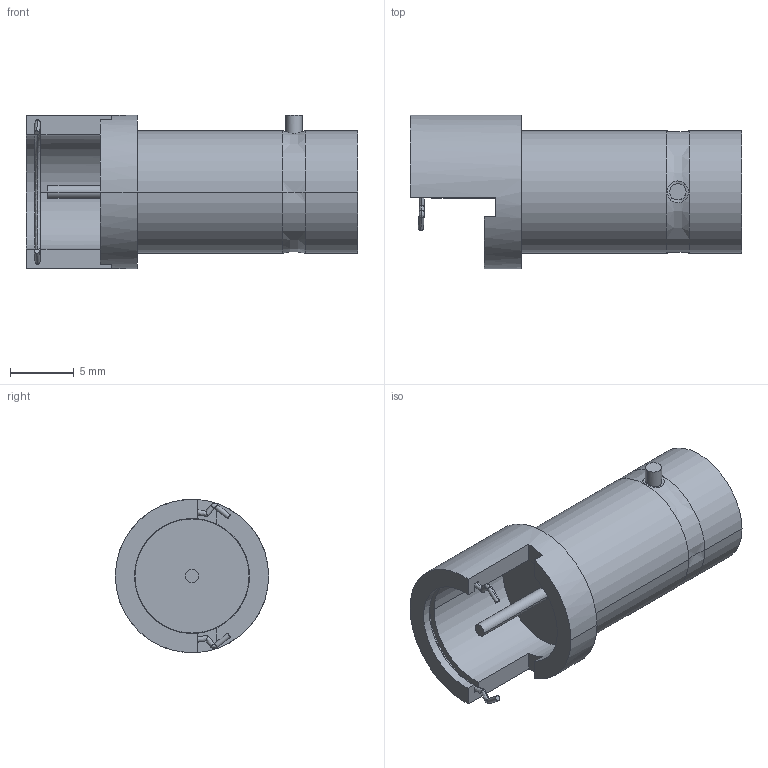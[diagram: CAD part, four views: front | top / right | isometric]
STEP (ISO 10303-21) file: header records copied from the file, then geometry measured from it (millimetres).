
FILE_DESCRIPTION (( 'STEP AP214' ), '1' );
FILE_NAME ('User Library-361V504ER.STEP', '2019-11-18T12:59:29', ( '' ), ( '' ), 'SwSTEP 2.0', 'SolidWorks 2019', '' );
FILE_SCHEMA (( 'AUTOMOTIVE_DESIGN' ));
Length unit declared in the file: millimetre
Products named in the file (1): User Library-361V504ER
Bounding box: 25.95 x 12 x 12 mm (x, y, z)
Volume: 911.7 mm3; surface area: 1996.1 mm2
Topology: 3 solids, 3 shells, 64 faces, 150 edges, 96 vertices
Faces by surface type: cylinder 22, bspline 20, plane 20, cone 2
Entity records: 6024 total; most frequent: CARTESIAN_POINT 4581, ORIENTED_EDGE 300, DIRECTION 271, EDGE_CURVE 150, AXIS2_PLACEMENT_3D 110, VERTEX_POINT 96, EDGE_LOOP 70, CIRCLE 65
